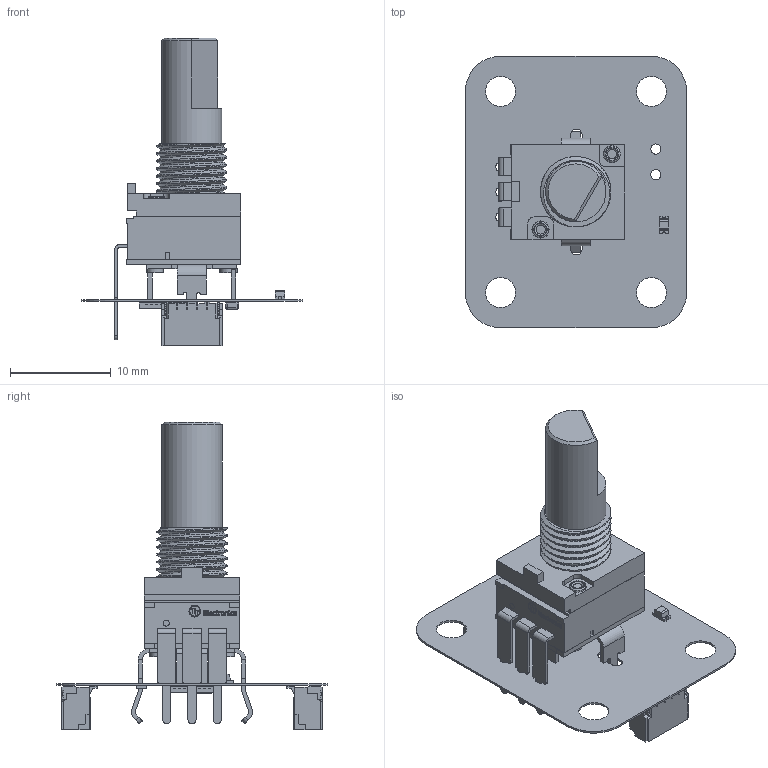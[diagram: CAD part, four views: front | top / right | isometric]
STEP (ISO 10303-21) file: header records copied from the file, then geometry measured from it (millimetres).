
FILE_DESCRIPTION(('Open CASCADE Model'),'2;1');
FILE_NAME('Open CASCADE Shape Model','2025-02-21T09:41:35',('Author'),( 'Open CASCADE'),'Open CASCADE STEP processor 7.5','Open CASCADE 7.5' ,'Unknown');
FILE_SCHEMA(('AUTOMOTIVE_DESIGN { 1 0 10303 214 1 1 1 1 }'));
Length unit declared in the file: millimetre
Products named in the file (34): PCB; Board; Open CASCADE STEP translator 7.5 16.1.1; STAT1; 0603 LED Green; Solid1; Solid4; U; DUELink-Connector-BM04B-SRSS-TB; D; R7; Res_BI_Technologies_P0915N-FC15BR100K_eec; 1; 2; 3; Logo; R4; User Library-R SMD 0402; User Library-R SMD 0402_0402 BODY; User Library-R SMD 0402_0402 PAD; User Library-R SMD 0402_0402 OPIS; C2; 0805 SMD Capacitor; C1; C0402; Free-Models; STM32-QFN32
Assembly tree (35 placements, depth 5):
  PCB
    Board
      Open CASCADE STEP translator 7.5 16.1.1
    STAT1
      0603 LED Green
        Solid1
        Solid4
        Solid1
        Solid1
        Solid4
        Solid1
        Solid1
        Solid1
    U
      DUELink-Connector-BM04B-SRSS-TB
    D
      DUELink-Connector-BM04B-SRSS-TB
    R7
      Res_BI_Technologies_P0915N-FC15BR100K_eec
        1
          1
          2
          3
        Logo
    R4
      User Library-R SMD 0402
        User Library-R SMD 0402_0402 BODY
        User Library-R SMD 0402_0402 PAD  x2
        User Library-R SMD 0402_0402 OPIS
    C2
      0805 SMD Capacitor
    C1
      C0402
    Free-Models
      STM32-QFN32
Bounding box: 22 x 27 x 30.62 mm (x, y, z)
Volume: 1431.5 mm3; surface area: 3424.3 mm2
Topology: 107 solids, 107 shells, 1704 faces, 7069 edges, 8454 vertices
Faces by surface type: plane 1260, cylinder 259, bspline 162, sphere 8, revolution 8, torus 4, cone 3
Full cylindrical faces by diameter (mm): 0.597 x1, 1 x3, 1.005 x1, 1.016 x2, 1.18 x1, 1.7 x2, 3 x4, 6 x1
Entity records: 63665 total; most frequent: CARTESIAN_POINT 18438, DIRECTION 7704, ORIENTED_EDGE 6922, LINE 3988, VECTOR 3988, EDGE_CURVE 3461, VERTEX_POINT 2256, AXIS2_PLACEMENT_3D 1854
